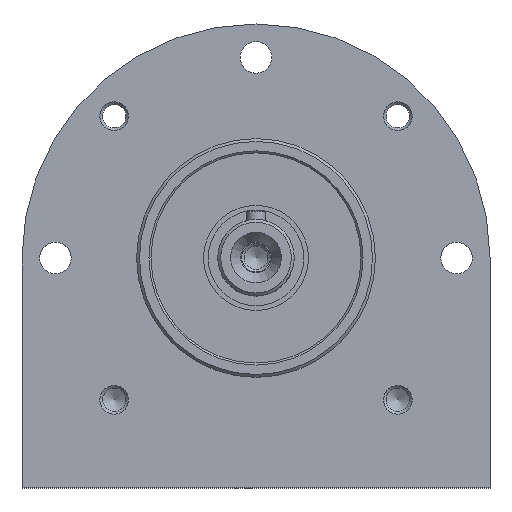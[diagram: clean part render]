
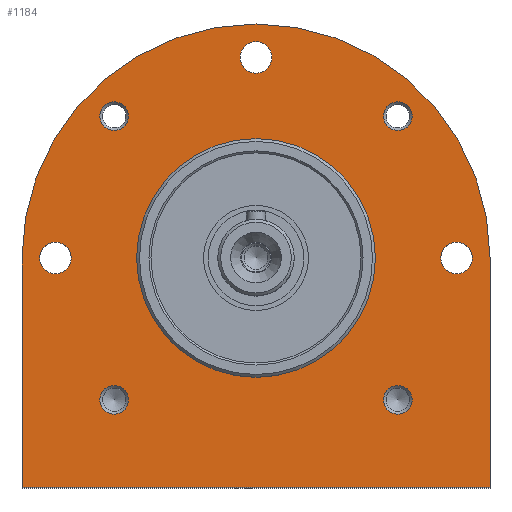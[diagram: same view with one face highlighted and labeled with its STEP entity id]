
A CAD part, top view. The second image highlights one B-rep face of the part: STEP entity #1184.
In plain terms, the highlighted planar face has unit normal (0, 0, 1).
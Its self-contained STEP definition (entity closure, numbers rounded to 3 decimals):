
#112=CIRCLE('',#1314,24.5);
#115=CIRCLE('',#1321,12.5);
#116=CIRCLE('',#1322,1.65);
#117=CIRCLE('',#1323,1.65);
#118=CIRCLE('',#1324,1.65);
#119=CIRCLE('',#1325,1.5);
#120=CIRCLE('',#1326,1.5);
#121=CIRCLE('',#1327,1.5);
#122=CIRCLE('',#1328,1.5);
#260=ORIENTED_EDGE('',*,*,#496,.T.);
#261=ORIENTED_EDGE('',*,*,#497,.F.);
#262=ORIENTED_EDGE('',*,*,#498,.F.);
#263=ORIENTED_EDGE('',*,*,#499,.F.);
#264=ORIENTED_EDGE('',*,*,#500,.T.);
#265=ORIENTED_EDGE('',*,*,#501,.T.);
#266=ORIENTED_EDGE('',*,*,#502,.T.);
#267=ORIENTED_EDGE('',*,*,#503,.T.);
#268=ORIENTED_EDGE('',*,*,#487,.T.);
#269=ORIENTED_EDGE('',*,*,#490,.T.);
#270=ORIENTED_EDGE('',*,*,#495,.T.);
#271=ORIENTED_EDGE('',*,*,#491,.T.);
#487=EDGE_CURVE('',#613,#612,#112,.T.);
#490=EDGE_CURVE('',#612,#614,#724,.T.);
#491=EDGE_CURVE('',#615,#613,#725,.T.);
#495=EDGE_CURVE('',#614,#615,#727,.T.);
#496=EDGE_CURVE('',#618,#618,#115,.T.);
#497=EDGE_CURVE('',#619,#619,#116,.T.);
#498=EDGE_CURVE('',#620,#620,#117,.T.);
#499=EDGE_CURVE('',#621,#621,#118,.T.);
#500=EDGE_CURVE('',#622,#622,#119,.T.);
#501=EDGE_CURVE('',#623,#623,#120,.T.);
#502=EDGE_CURVE('',#624,#624,#121,.T.);
#503=EDGE_CURVE('',#625,#625,#122,.T.);
#612=VERTEX_POINT('',#1945);
#613=VERTEX_POINT('',#1947);
#614=VERTEX_POINT('',#1951);
#615=VERTEX_POINT('',#1955);
#618=VERTEX_POINT('',#1965);
#619=VERTEX_POINT('',#1967);
#620=VERTEX_POINT('',#1969);
#621=VERTEX_POINT('',#1971);
#622=VERTEX_POINT('',#1973);
#623=VERTEX_POINT('',#1975);
#624=VERTEX_POINT('',#1977);
#625=VERTEX_POINT('',#1979);
#724=LINE('',#1952,#769);
#725=LINE('',#1954,#770);
#727=LINE('',#1962,#772);
#769=VECTOR('',#1548,1000.);
#770=VECTOR('',#1551,1000.);
#772=VECTOR('',#1559,1000.);
#815=EDGE_LOOP('',(#260));
#816=EDGE_LOOP('',(#261));
#817=EDGE_LOOP('',(#262));
#818=EDGE_LOOP('',(#263));
#819=EDGE_LOOP('',(#264));
#820=EDGE_LOOP('',(#265));
#821=EDGE_LOOP('',(#266));
#822=EDGE_LOOP('',(#267));
#823=EDGE_LOOP('',(#268,#269,#270,#271));
#986=FACE_BOUND('',#815,.T.);
#987=FACE_BOUND('',#816,.T.);
#988=FACE_BOUND('',#817,.T.);
#989=FACE_BOUND('',#818,.T.);
#990=FACE_BOUND('',#819,.T.);
#991=FACE_BOUND('',#820,.T.);
#992=FACE_BOUND('',#821,.T.);
#993=FACE_BOUND('',#822,.T.);
#994=FACE_BOUND('',#823,.T.);
#1146=PLANE('',#1320);
#1184=ADVANCED_FACE('',(#986,#987,#988,#989,#990,#991,#992,#993,#994),#1146,
 .T.);
#1314=AXIS2_PLACEMENT_3D('',#1946,#1542,#1543);
#1320=AXIS2_PLACEMENT_3D('',#1963,#1560,#1561);
#1321=AXIS2_PLACEMENT_3D('',#1964,#1562,#1563);
#1322=AXIS2_PLACEMENT_3D('',#1966,#1564,#1565);
#1323=AXIS2_PLACEMENT_3D('',#1968,#1566,#1567);
#1324=AXIS2_PLACEMENT_3D('',#1970,#1568,#1569);
#1325=AXIS2_PLACEMENT_3D('',#1972,#1570,#1571);
#1326=AXIS2_PLACEMENT_3D('',#1974,#1572,#1573);
#1327=AXIS2_PLACEMENT_3D('',#1976,#1574,#1575);
#1328=AXIS2_PLACEMENT_3D('',#1978,#1576,#1577);
#1542=DIRECTION('',(0.,0.,1.));
#1543=DIRECTION('',(1.,0.,0.));
#1548=DIRECTION('',(0.,-1.,0.));
#1551=DIRECTION('',(0.,1.,0.));
#1559=DIRECTION('',(1.,0.,0.));
#1560=DIRECTION('',(0.,0.,1.));
#1561=DIRECTION('',(1.,0.,0.));
#1562=DIRECTION('',(0.,0.,-1.));
#1563=DIRECTION('',(-1.,0.,0.));
#1564=DIRECTION('',(0.,0.,1.));
#1565=DIRECTION('',(1.,0.,0.));
#1566=DIRECTION('',(0.,0.,1.));
#1567=DIRECTION('',(1.,0.,0.));
#1568=DIRECTION('',(0.,0.,1.));
#1569=DIRECTION('',(1.,0.,0.));
#1570=DIRECTION('',(0.,0.,-1.));
#1571=DIRECTION('',(-1.,0.,0.));
#1572=DIRECTION('',(0.,0.,-1.));
#1573=DIRECTION('',(-1.,0.,0.));
#1574=DIRECTION('',(0.,0.,-1.));
#1575=DIRECTION('',(-1.,0.,0.));
#1576=DIRECTION('',(0.,0.,-1.));
#1577=DIRECTION('',(-1.,0.,0.));
#1945=CARTESIAN_POINT('',(-24.5,24.,47.3));
#1946=CARTESIAN_POINT('',(0.,24.,47.3));
#1947=CARTESIAN_POINT('',(24.5,24.,47.3));
#1951=CARTESIAN_POINT('',(-24.5,0.,47.3));
#1952=CARTESIAN_POINT('',(-24.5,24.,47.3));
#1954=CARTESIAN_POINT('',(24.5,0.,47.3));
#1955=CARTESIAN_POINT('',(24.5,0.,47.3));
#1962=CARTESIAN_POINT('',(-24.5,0.,47.3));
#1963=CARTESIAN_POINT('',(0.,24.,47.3));
#1964=CARTESIAN_POINT('',(0.,24.,47.3));
#1965=CARTESIAN_POINT('',(-12.5,24.,47.3));
#1966=CARTESIAN_POINT('',(0.,45.,47.3));
#1967=CARTESIAN_POINT('',(1.65,45.,47.3));
#1968=CARTESIAN_POINT('',(-21.,24.,47.3));
#1969=CARTESIAN_POINT('',(-19.35,24.,47.3));
#1970=CARTESIAN_POINT('',(21.,24.,47.3));
#1971=CARTESIAN_POINT('',(22.65,24.,47.3));
#1972=CARTESIAN_POINT('',(-14.849,9.151,47.3));
#1973=CARTESIAN_POINT('',(-16.349,9.151,47.3));
#1974=CARTESIAN_POINT('',(-14.849,38.849,47.3));
#1975=CARTESIAN_POINT('',(-16.349,38.849,47.3));
#1976=CARTESIAN_POINT('',(14.849,9.151,47.3));
#1977=CARTESIAN_POINT('',(13.349,9.151,47.3));
#1978=CARTESIAN_POINT('',(14.849,38.849,47.3));
#1979=CARTESIAN_POINT('',(13.349,38.849,47.3));
